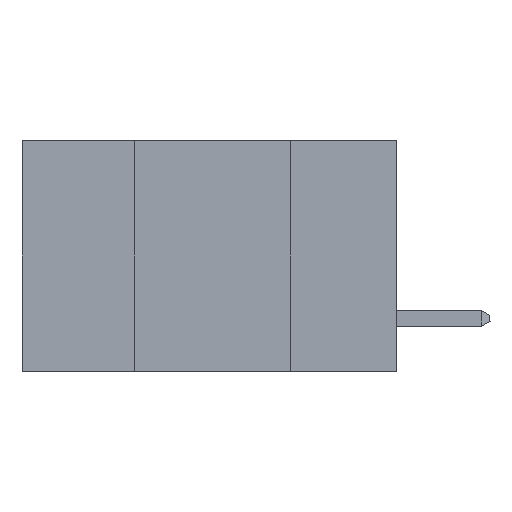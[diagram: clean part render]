
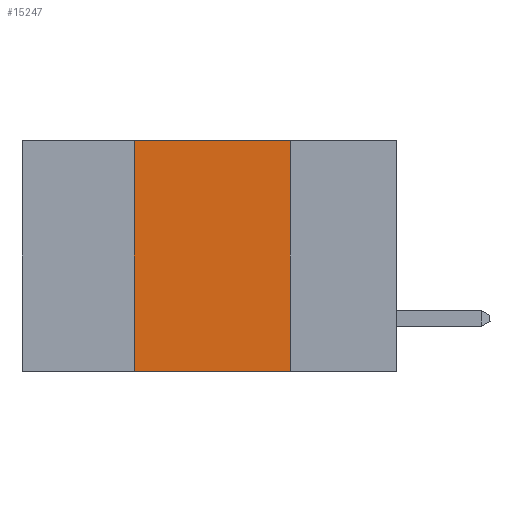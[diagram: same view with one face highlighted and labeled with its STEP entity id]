
A CAD part, left-side view. The second image highlights one B-rep face of the part: STEP entity #15247.
In plain terms, the highlighted planar face has unit normal (-1, 0, 0).
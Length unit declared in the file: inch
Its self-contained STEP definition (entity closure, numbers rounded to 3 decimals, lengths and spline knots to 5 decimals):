
#18 = VECTOR ( 'NONE', #13054, 39.37008 ) ;
#315 = DIRECTION ( 'NONE',  ( 1., 0., 0. ) ) ;
#539 = CARTESIAN_POINT ( 'NONE',  ( 0., 0.42, -0.37 ) ) ;
#626 = ORIENTED_EDGE ( 'NONE', *, *, #14228, .T. ) ;
#785 = CARTESIAN_POINT ( 'NONE',  ( 0., 0.42, 0. ) ) ;
#1006 = EDGE_LOOP ( 'NONE', ( #4110, #18693, #9567, #626 ) ) ;
#1104 = VERTEX_POINT ( 'NONE', #1523 ) ;
#1523 = CARTESIAN_POINT ( 'NONE',  ( 0., 0.17, 0. ) ) ;
#2574 = VECTOR ( 'NONE', #16140, 39.37008 ) ;
#3581 = DIRECTION ( 'NONE',  ( 0., 0., 1. ) ) ;
#3840 = EDGE_CURVE ( 'NONE', #5409, #1104, #17940, .T. ) ;
#3843 = VERTEX_POINT ( 'NONE', #13070 ) ;
#4110 = ORIENTED_EDGE ( 'NONE', *, *, #6721, .F. ) ;
#4257 = CARTESIAN_POINT ( 'NONE',  ( 0., 0.6, -0.37 ) ) ;
#4322 = CARTESIAN_POINT ( 'NONE',  ( 0., 0.6, 0. ) ) ;
#5346 = VERTEX_POINT ( 'NONE', #539 ) ;
#5409 = VERTEX_POINT ( 'NONE', #14859 ) ;
#5451 = EDGE_CURVE ( 'NONE', #5346, #5409, #21029, .T. ) ;
#6721 = EDGE_CURVE ( 'NONE', #1104, #3843, #20971, .T. ) ;
#9567 = ORIENTED_EDGE ( 'NONE', *, *, #5451, .F. ) ;
#10410 = CARTESIAN_POINT ( 'NONE',  ( 0., 0.6, 0. ) ) ;
#10822 = DIRECTION ( 'NONE',  ( 0., 0., -1. ) ) ;
#11266 = FACE_OUTER_BOUND ( 'NONE', #1006, .T. ) ;
#11609 = AXIS2_PLACEMENT_3D ( 'NONE', #10410, #315, #12149 ) ;
#12065 = PLANE ( 'NONE',  #11609 ) ;
#12149 = DIRECTION ( 'NONE',  ( 0., 0., -1. ) ) ;
#12371 = VECTOR ( 'NONE', #3581, 39.37008 ) ;
#13054 = DIRECTION ( 'NONE',  ( 0., -1., 0. ) ) ;
#13070 = CARTESIAN_POINT ( 'NONE',  ( 0., 0.17, -0.37 ) ) ;
#14228 = EDGE_CURVE ( 'NONE', #5346, #3843, #15530, .T. ) ;
#14859 = CARTESIAN_POINT ( 'NONE',  ( 0., 0.42, 0. ) ) ;
#15247 = ADVANCED_FACE ( 'NONE', ( #11266 ), #12065, .F. ) ;
#15530 = LINE ( 'NONE', #4257, #2574 ) ;
#16140 = DIRECTION ( 'NONE',  ( 0., -1., 0. ) ) ;
#17940 = LINE ( 'NONE', #4322, #18 ) ;
#18693 = ORIENTED_EDGE ( 'NONE', *, *, #3840, .F. ) ;
#19303 = CARTESIAN_POINT ( 'NONE',  ( 0., 0.17, 0. ) ) ;
#20971 = LINE ( 'NONE', #19303, #21465 ) ;
#21029 = LINE ( 'NONE', #785, #12371 ) ;
#21465 = VECTOR ( 'NONE', #10822, 39.37008 ) ;
